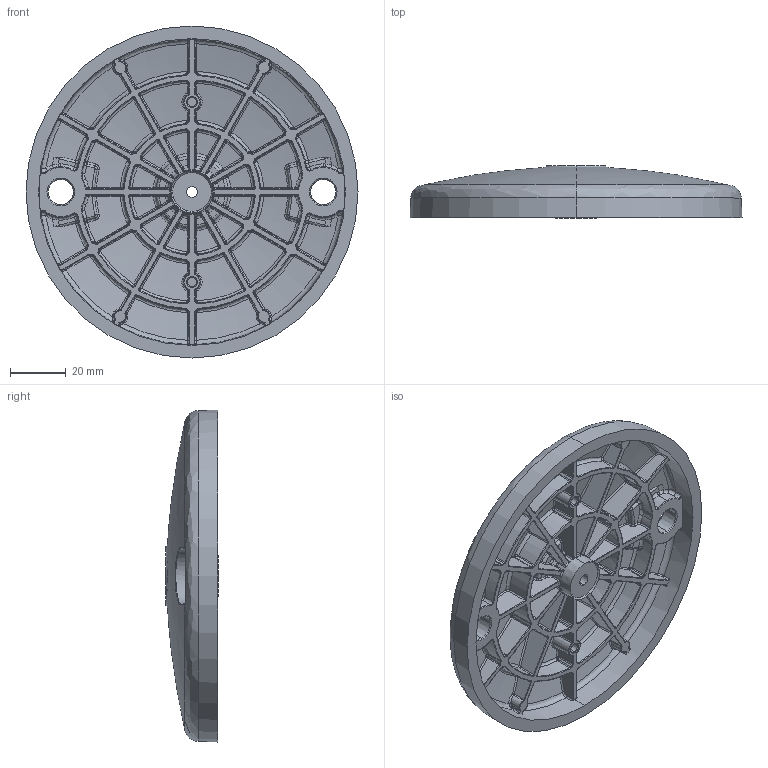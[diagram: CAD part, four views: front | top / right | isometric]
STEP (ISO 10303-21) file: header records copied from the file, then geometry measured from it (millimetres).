
FILE_DESCRIPTION (( 'STEP AP214' ), '1' );
FILE_NAME ('098d120zbs.STEP', '2014-09-10T06:17:21', ( '' ), ( '' ), 'SwSTEP 2.0', 'SolidWorks 2014', '' );
FILE_SCHEMA (( 'AUTOMOTIVE_DESIGN' ));
Length unit declared in the file: millimetre
Products named in the file (1): 098d120zbs
Bounding box: 119 x 18.75 x 119 mm (x, y, z)
Volume: 59713 mm3; surface area: 42056.7 mm2
Topology: 1 solids, 1 shells, 1748 faces, 4008 edges, 2251 vertices
Faces by surface type: bspline 1342, cone 170, plane 120, cylinder 116
Entity records: 94548 total; most frequent: CARTESIAN_POINT 45281, ORIENTED_EDGE 7960, DIRECTION 4066, EDGE_CURVE 3980, VERTEX_POINT 2251, B_SPLINE_CURVE_WITH_KNOTS 1919, AXIS2_PLACEMENT_3D 1798, EDGE_LOOP 1771
